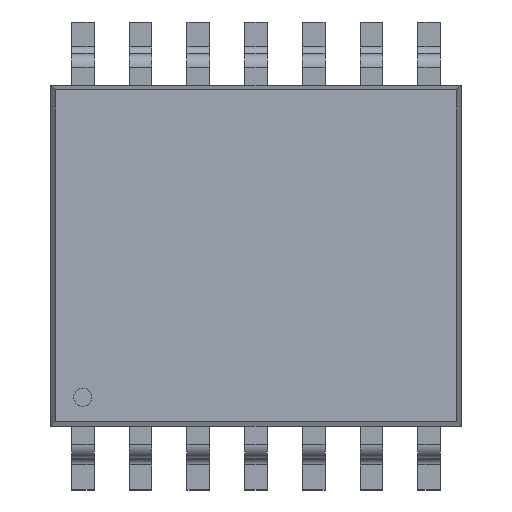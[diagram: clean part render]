
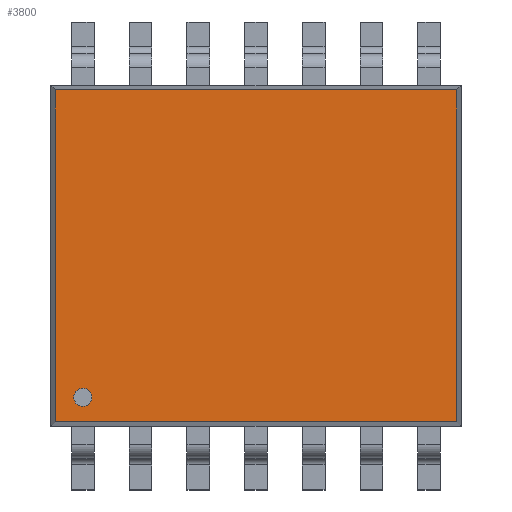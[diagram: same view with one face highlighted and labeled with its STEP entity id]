
A CAD part, top view. The second image highlights one B-rep face of the part: STEP entity #3800.
In plain terms, the highlighted planar face has unit normal (0, 0, 1).
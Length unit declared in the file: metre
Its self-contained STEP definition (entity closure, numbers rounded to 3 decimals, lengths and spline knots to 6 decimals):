
#219=CIRCLE('',#4320,0.0002);
#1245=ORIENTED_EDGE('',*,*,#1805,.T.);
#1246=ORIENTED_EDGE('',*,*,#1806,.T.);
#1247=ORIENTED_EDGE('',*,*,#1807,.T.);
#1248=ORIENTED_EDGE('',*,*,#1808,.T.);
#1249=ORIENTED_EDGE('',*,*,#1809,.T.);
#1805=EDGE_CURVE('',#2167,#2167,#219,.F.);
#1806=EDGE_CURVE('',#2168,#2169,#2581,.T.);
#1807=EDGE_CURVE('',#2169,#2170,#2582,.T.);
#1808=EDGE_CURVE('',#2170,#2171,#2583,.T.);
#1809=EDGE_CURVE('',#2171,#2168,#2584,.T.);
#2167=VERTEX_POINT('',#6512);
#2168=VERTEX_POINT('',#6514);
#2169=VERTEX_POINT('',#6515);
#2170=VERTEX_POINT('',#6517);
#2171=VERTEX_POINT('',#6519);
#2581=LINE('',#6513,#3001);
#2582=LINE('',#6516,#3002);
#2583=LINE('',#6518,#3003);
#2584=LINE('',#6520,#3004);
#3001=VECTOR('',#5395,1.);
#3002=VECTOR('',#5396,1.);
#3003=VECTOR('',#5397,1.);
#3004=VECTOR('',#5398,1.);
#3217=EDGE_LOOP('',(#1245));
#3218=EDGE_LOOP('',(#1246,#1247,#1248,#1249));
#3431=FACE_BOUND('',#3217,.T.);
#3432=FACE_BOUND('',#3218,.T.);
#3589=PLANE('',#4319);
#3800=ADVANCED_FACE('',(#3431,#3432),#3589,.T.);
#4319=AXIS2_PLACEMENT_3D('',#6510,#5391,#5392);
#4320=AXIS2_PLACEMENT_3D('',#6511,#5393,#5394);
#5391=DIRECTION('',(0.,0.,1.));
#5392=DIRECTION('',(1.,0.,0.));
#5393=DIRECTION('',(0.,0.,1.));
#5394=DIRECTION('',(1.,0.,0.));
#5395=DIRECTION('',(0.,1.,0.));
#5396=DIRECTION('',(-1.,0.,0.));
#5397=DIRECTION('',(0.,-1.,0.));
#5398=DIRECTION('',(1.,0.,0.));
#6510=CARTESIAN_POINT('',(0.,0.,0.00265));
#6511=CARTESIAN_POINT('',(-0.00381,-0.003115,0.00265));
#6512=CARTESIAN_POINT('',(-0.00361,-0.003115,0.00265));
#6513=CARTESIAN_POINT('',(0.004415,0.,0.00265));
#6514=CARTESIAN_POINT('',(0.004415,-0.00365,0.00265));
#6515=CARTESIAN_POINT('',(0.004415,0.00365,0.00265));
#6516=CARTESIAN_POINT('',(0.,0.00365,0.00265));
#6517=CARTESIAN_POINT('',(-0.004415,0.00365,0.00265));
#6518=CARTESIAN_POINT('',(-0.004415,-0.00375,0.00265));
#6519=CARTESIAN_POINT('',(-0.004415,-0.00365,0.00265));
#6520=CARTESIAN_POINT('',(0.004515,-0.00365,0.00265));
